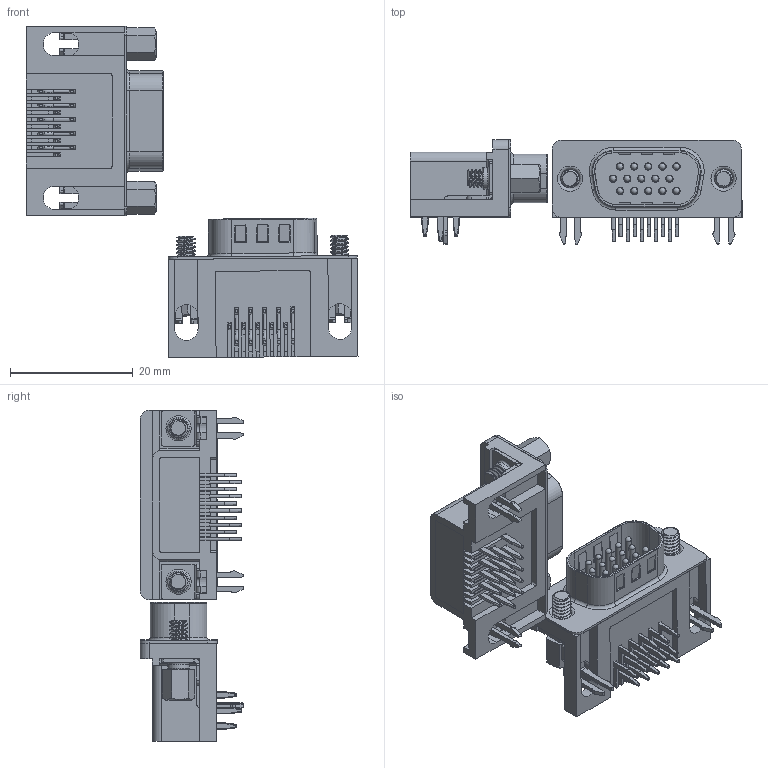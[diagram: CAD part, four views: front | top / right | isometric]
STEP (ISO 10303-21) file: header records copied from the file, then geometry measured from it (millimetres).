
FILE_DESCRIPTION (( 'STEP AP214' ), '1' );
FILE_NAME ('CONECTOR VGA-DB15.STEP', '2025-01-03T04:19:45', ( '' ), ( '' ), 'SwSTEP 2.0', 'SolidWorks 2022', '' );
FILE_SCHEMA (( 'AUTOMOTIVE_DESIGN' ));
Length unit declared in the file: millimetre
Products named in the file (17): VGA-4M-3; CONECTOR VGA-DB15_MACHO; VGA-6; VGA-5M; VGA-4H-2; VGA-1H; VGA-2M; VGA-7M; VGA-4H-3; VGA-4H-1; VGA-3; CONECTOR VGA-DB15; VGA-1M; VGA-2H; VGA-4M-1; VGA-5; VGA-4M-2
Assembly tree (45 placements, depth 3):
  CONECTOR VGA-DB15
    VGA-2H
    VGA-1H
    VGA-3  x2
    VGA-4H-1  x5
    VGA-4H-2  x5
    VGA-4H-3  x5
    VGA-5
    VGA-6  x2
    CONECTOR VGA-DB15_MACHO
      VGA-2M
      VGA-1M
      VGA-3  x2
      VGA-4M-1  x5
      VGA-4M-2  x5
      VGA-4M-3  x5
      VGA-5M
    VGA-7M  x2
Bounding box: 54.03 x 16.92 x 53.9 mm (x, y, z)
Volume: 6816.3 mm3; surface area: 15233.5 mm2
Topology: 44 solids, 44 shells, 1540 faces, 3956 edges, 2510 vertices
Faces by surface type: plane 699, cylinder 550, torus 96, cone 80, bspline 72, sphere 43
Full cylindrical faces by diameter (mm): 1 x30, 1.2 x30, 1.4 x15, 1.5 x15, 2.261 x16, 2.5 x4, 3 x40, 3.1 x4, 3.5 x4, 3.9 x4, 4 x4
Entity records: 32922 total; most frequent: CARTESIAN_POINT 10711, DIRECTION 4438, ORIENTED_EDGE 4368, EDGE_CURVE 2184, AXIS2_PLACEMENT_3D 1545, VERTEX_POINT 1424, VECTOR 1348, LINE 1348
